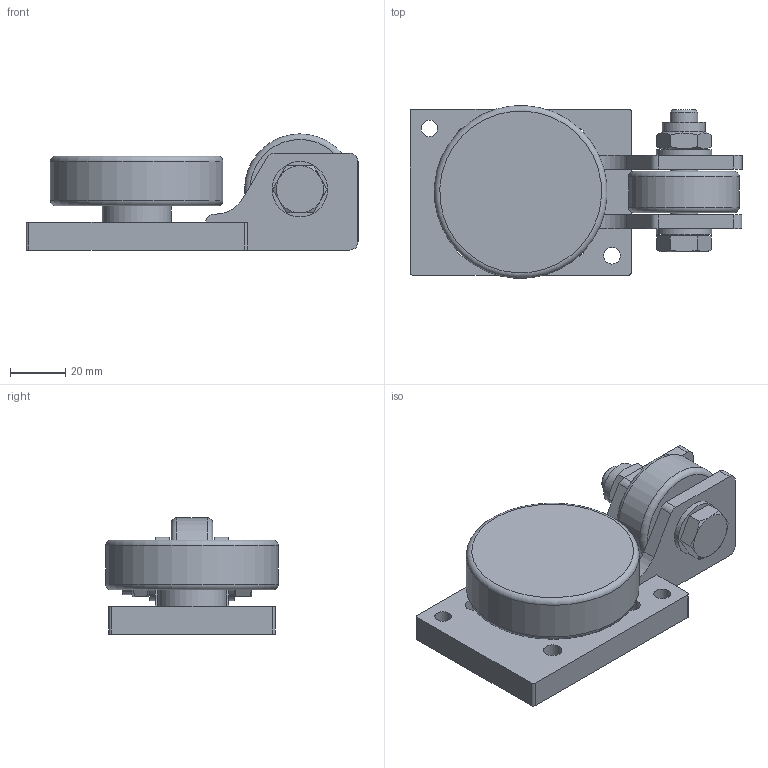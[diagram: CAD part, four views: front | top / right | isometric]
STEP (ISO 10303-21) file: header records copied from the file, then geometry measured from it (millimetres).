
FILE_DESCRIPTION(/* description */ ('-'),/* implementation_level */ '2;1');
FILE_NAME(/* name */ 'SAS 060.6200_Kontur.stp',/* time_stamp */ '2022-11-21T10:44:10+01:00',/* author */ ('hipp'),/* organization */ (''),/* preprocessor_version */ 'ST-DEVELOPER v19.2',/* originating_system */ 'Autodesk Inventor 2023',/* authorisation */ '');
FILE_SCHEMA (('AUTOMOTIVE_DESIGN { 1 0 10303 214 3 1 1 }'));
Length unit declared in the file: millimetre
Products named in the file (1): SAS 060.6200_Kontur
Bounding box: 120 x 62.39 x 42 mm (x, y, z)
Volume: 142164.1 mm3; surface area: 34210.1 mm2
Topology: 1 solids, 1 shells, 85 faces, 211 edges, 138 vertices
Faces by surface type: plane 42, cylinder 30, cone 9, torus 4
Full cylindrical faces by diameter (mm): 6 x2, 6.647 x4, 10 x3, 15.4 x1, 15.6 x1, 20 x2, 25 x1, 40 x1, 62.5 x1
Entity records: 2697 total; most frequent: CARTESIAN_POINT 483, DIRECTION 441, ORIENTED_EDGE 422, EDGE_CURVE 211, AXIS2_PLACEMENT_3D 168, VERTEX_POINT 138, EDGE_LOOP 109, LINE 105
